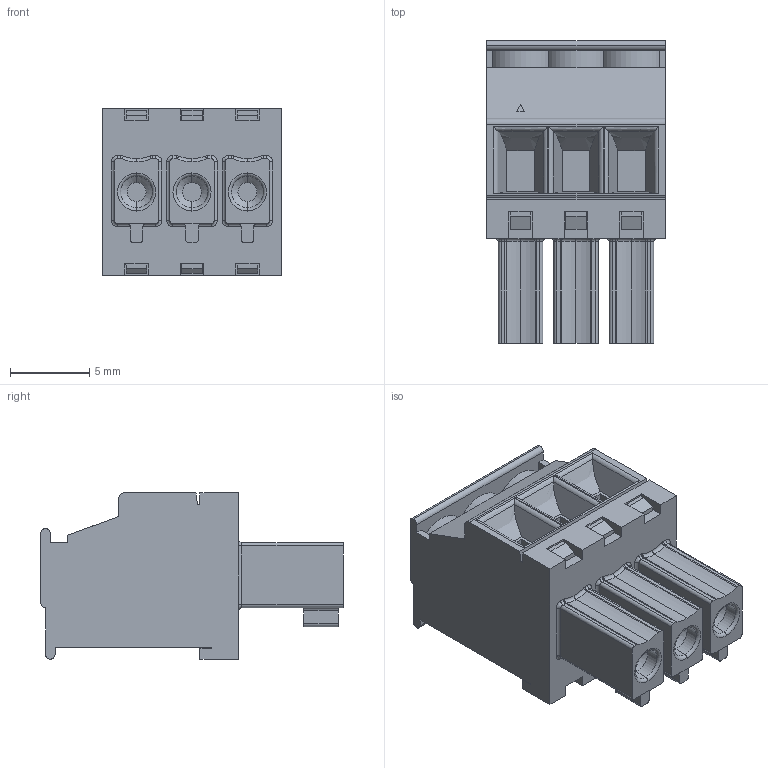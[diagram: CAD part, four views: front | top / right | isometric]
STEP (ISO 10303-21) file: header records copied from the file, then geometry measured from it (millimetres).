
FILE_DESCRIPTION (( 'STEP AP214' ), '1' );
FILE_NAME ('15EDGKB-3.5-03P-14-00AH.STEP', '2021-01-29T20:33:23', ( '' ), ( '' ), 'SwSTEP 2.0', 'SolidWorks 2020', '' );
FILE_SCHEMA (( 'AUTOMOTIVE_DESIGN' ));
Length unit declared in the file: millimetre
Products named in the file (1): 15EDGKB-3.5-03P-14-00AH
Bounding box: 11.3 x 19.1 x 10.5 mm (x, y, z)
Volume: 1299.7 mm3; surface area: 1508.5 mm2
Topology: 1 solids, 1 shells, 649 faces, 1716 edges, 1112 vertices
Faces by surface type: plane 342, bspline 143, cylinder 101, torus 51, cone 12
Entity records: 31319 total; most frequent: CARTESIAN_POINT 11932, ORIENTED_EDGE 3432, DIRECTION 2673, EDGE_CURVE 1716, VERTEX_POINT 1112, VECTOR 1105, LINE 1105, AXIS2_PLACEMENT_3D 784
